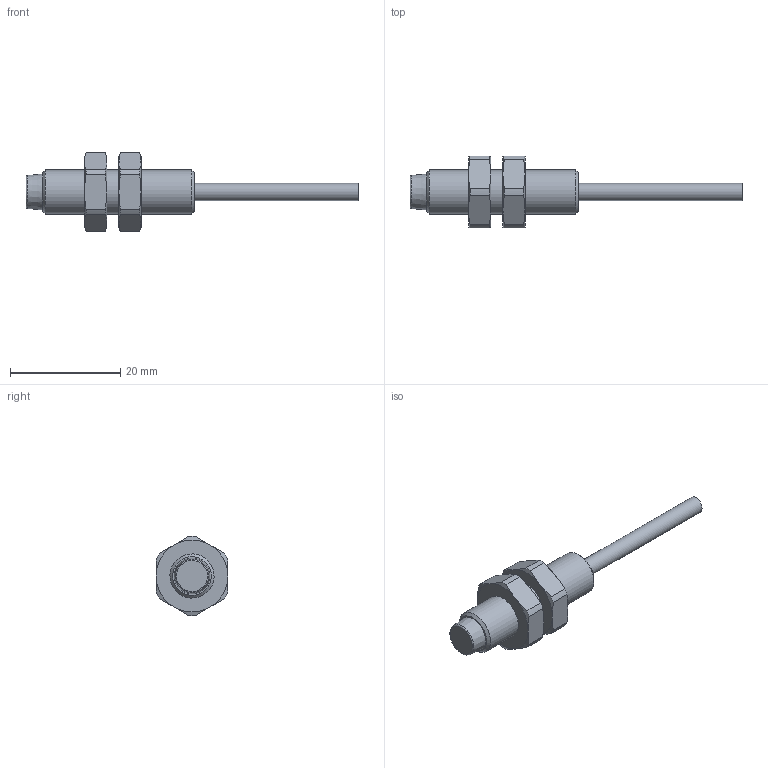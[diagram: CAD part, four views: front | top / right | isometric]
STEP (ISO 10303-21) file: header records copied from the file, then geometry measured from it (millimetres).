
FILE_DESCRIPTION(/* description */ (''),/* implementation_level */ '2;1');
FILE_NAME(/* name */ 'KJ2,5_M8EN30.stp',/* time_stamp */ '2017-10-05T14:35:42+02:00',/* author */ ('henry.ebert'),/* organization */ (''),/* preprocessor_version */ 'ST-DEVELOPER v16.1',/* originating_system */ 'Autodesk Inventor 2016',/* authorisation */ '');
FILE_SCHEMA (('CONFIG_CONTROL_DESIGN'));
Length unit declared in the file: millimetre
Products named in the file (1): KJ2,5_M8EN30_Shrinkwrap_1
Bounding box: 60.12 x 13 x 14.39 mm (x, y, z)
Volume: 2447.6 mm3; surface area: 1632.2 mm2
Topology: 1 solids, 1 shells, 64 faces, 141 edges, 85 vertices
Faces by surface type: cone 27, plane 20, cylinder 16, torus 1
Full cylindrical faces by diameter (mm): 3.1 x1, 8 x3
Entity records: 1778 total; most frequent: CARTESIAN_POINT 379, DIRECTION 276, ORIENTED_EDGE 266, EDGE_CURVE 133, AXIS2_PLACEMENT_3D 126, VERTEX_POINT 85, EDGE_LOOP 78, STYLED_ITEM 65
